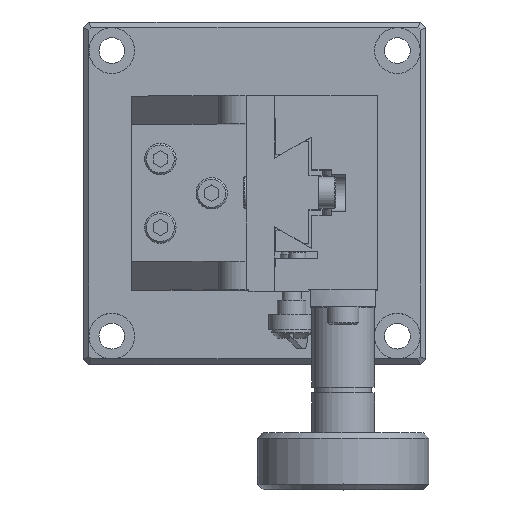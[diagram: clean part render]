
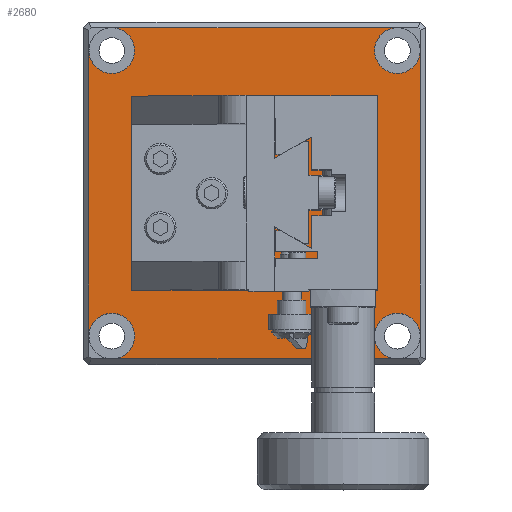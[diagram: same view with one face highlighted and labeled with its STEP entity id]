
A CAD part, top view. The second image highlights one B-rep face of the part: STEP entity #2680.
In plain terms, the highlighted planar face has unit normal (0, 0, 1).
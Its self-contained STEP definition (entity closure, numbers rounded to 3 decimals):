
#1574=CARTESIAN_POINT('',(29.0,25.0,10.0));
#1575=VERTEX_POINT('',#1574);
#1576=CARTESIAN_POINT('',(25.0,29.0,10.0));
#1577=VERTEX_POINT('',#1576);
#1578=CARTESIAN_POINT('',(25.0,25.0,10.0));
#1579=DIRECTION('',(0.0,0.0,-1.0));
#1580=DIRECTION('',(1.0,0.0,0.0));
#1581=AXIS2_PLACEMENT_3D('',#1578,#1579,#1580);
#1582=CIRCLE('',#1581,4.0);
#1583=EDGE_CURVE('',#1575,#1577,#1582,.T.);
#1693=CARTESIAN_POINT('',(-25.0,29.0,10.0));
#1694=VERTEX_POINT('',#1693);
#1695=CARTESIAN_POINT('',(-29.0,25.0,10.0));
#1696=VERTEX_POINT('',#1695);
#1697=CARTESIAN_POINT('',(-25.0,25.0,10.0));
#1698=DIRECTION('',(0.0,0.0,-1.0));
#1699=DIRECTION('',(0.0,1.0,0.0));
#1700=AXIS2_PLACEMENT_3D('',#1697,#1698,#1699);
#1701=CIRCLE('',#1700,4.0);
#1702=EDGE_CURVE('',#1694,#1696,#1701,.T.);
#1812=CARTESIAN_POINT('',(-29.0,-25.0,10.0));
#1813=VERTEX_POINT('',#1812);
#1814=CARTESIAN_POINT('',(-25.0,-29.0,10.0));
#1815=VERTEX_POINT('',#1814);
#1816=CARTESIAN_POINT('',(-25.0,-25.0,10.0));
#1817=DIRECTION('',(0.0,0.0,-1.0));
#1818=DIRECTION('',(-1.0,0.0,0.0));
#1819=AXIS2_PLACEMENT_3D('',#1816,#1817,#1818);
#1820=CIRCLE('',#1819,4.0);
#1821=EDGE_CURVE('',#1813,#1815,#1820,.T.);
#1931=CARTESIAN_POINT('',(25.,-29.,10.0));
#1932=VERTEX_POINT('',#1931);
#1933=CARTESIAN_POINT('',(29.0,-25.,10.0));
#1934=VERTEX_POINT('',#1933);
#1935=CARTESIAN_POINT('',(25.,-25.,10.0));
#1936=DIRECTION('',(0.0,0.0,-1.0));
#1937=DIRECTION('',(0.0,-1.0,0.0));
#1938=AXIS2_PLACEMENT_3D('',#1935,#1936,#1937);
#1939=CIRCLE('',#1938,4.0);
#1940=EDGE_CURVE('',#1932,#1934,#1939,.T.);
#2517=CARTESIAN_POINT('',(25.,-29.,10.0));
#2518=DIRECTION('',(-1.0,0.0,0.0));
#2519=VECTOR('',#2518,50.0);
#2520=LINE('',#2517,#2519);
#2521=EDGE_CURVE('',#1932,#1815,#2520,.T.);
#2558=CARTESIAN_POINT('',(29.0,25.0,10.0));
#2559=DIRECTION('',(0.0,-1.0,0.0));
#2560=VECTOR('',#2559,50.0);
#2561=LINE('',#2558,#2560);
#2562=EDGE_CURVE('',#1575,#1934,#2561,.T.);
#2577=CARTESIAN_POINT('',(-29.0,-25.0,10.0));
#2578=DIRECTION('',(0.0,1.0,0.0));
#2579=VECTOR('',#2578,50.0);
#2580=LINE('',#2577,#2579);
#2581=EDGE_CURVE('',#1813,#1696,#2580,.T.);
#2618=CARTESIAN_POINT('',(-25.0,29.0,10.0));
#2619=DIRECTION('',(1.0,0.0,0.0));
#2620=VECTOR('',#2619,50.0);
#2621=LINE('',#2618,#2620);
#2622=EDGE_CURVE('',#1694,#1577,#2621,.T.);
#2631=CARTESIAN_POINT('',(0.0,0.,10.0));
#2632=DIRECTION('',(0.0,0.0,1.0));
#2633=DIRECTION('',(1.0,0.0,0.0));
#2634=AXIS2_PLACEMENT_3D('',#2631,#2632,#2633);
#2635=PLANE('',#2634);
#2636=ORIENTED_EDGE('',*,*,#2581,.F.);
#2637=ORIENTED_EDGE('',*,*,#1821,.T.);
#2638=ORIENTED_EDGE('',*,*,#2521,.F.);
#2639=ORIENTED_EDGE('',*,*,#1940,.T.);
#2640=ORIENTED_EDGE('',*,*,#2562,.F.);
#2641=ORIENTED_EDGE('',*,*,#1583,.T.);
#2642=ORIENTED_EDGE('',*,*,#2622,.F.);
#2643=ORIENTED_EDGE('',*,*,#1702,.T.);
#2644=EDGE_LOOP('',(#2636,#2637,#2638,#2639,#2640,#2641,#2642,#2643));
#2645=FACE_OUTER_BOUND('',#2644,.T.);
#2646=CARTESIAN_POINT('',(3.5,-17.0,10.0));
#2647=VERTEX_POINT('',#2646);
#2648=CARTESIAN_POINT('',(-21.5,-17.0,10.0));
#2649=VERTEX_POINT('',#2648);
#2650=CARTESIAN_POINT('',(3.5,-17.0,10.0));
#2651=DIRECTION('',(-1.0,0.0,0.0));
#2652=VECTOR('',#2651,25.0);
#2653=LINE('',#2650,#2652);
#2654=EDGE_CURVE('',#2647,#2649,#2653,.T.);
#2655=ORIENTED_EDGE('',*,*,#2654,.T.);
#2656=CARTESIAN_POINT('',(-21.5,17.0,10.0));
#2657=VERTEX_POINT('',#2656);
#2658=CARTESIAN_POINT('',(-21.5,-17.0,10.0));
#2659=DIRECTION('',(0.0,1.0,0.0));
#2660=VECTOR('',#2659,34.0);
#2661=LINE('',#2658,#2660);
#2662=EDGE_CURVE('',#2649,#2657,#2661,.T.);
#2663=ORIENTED_EDGE('',*,*,#2662,.T.);
#2664=CARTESIAN_POINT('',(3.5,17.0,10.0));
#2665=VERTEX_POINT('',#2664);
#2666=CARTESIAN_POINT('',(-21.5,17.0,10.0));
#2667=DIRECTION('',(1.0,0.0,0.0));
#2668=VECTOR('',#2667,25.0);
#2669=LINE('',#2666,#2668);
#2670=EDGE_CURVE('',#2657,#2665,#2669,.T.);
#2671=ORIENTED_EDGE('',*,*,#2670,.T.);
#2672=CARTESIAN_POINT('',(3.5,17.0,10.0));
#2673=DIRECTION('',(0.0,-1.0,0.0));
#2674=VECTOR('',#2673,34.0);
#2675=LINE('',#2672,#2674);
#2676=EDGE_CURVE('',#2665,#2647,#2675,.T.);
#2677=ORIENTED_EDGE('',*,*,#2676,.T.);
#2678=EDGE_LOOP('',(#2655,#2663,#2671,#2677));
#2679=FACE_BOUND('',#2678,.T.);
#2680=ADVANCED_FACE('',(#2645,#2679),#2635,.T.);
